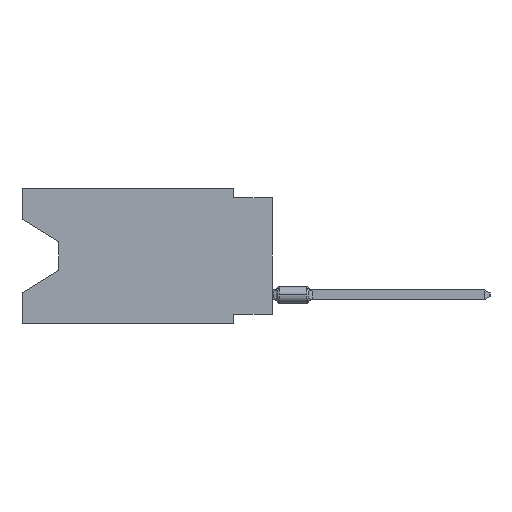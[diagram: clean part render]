
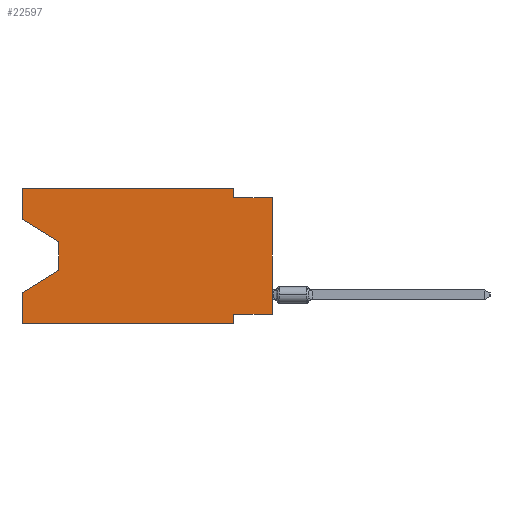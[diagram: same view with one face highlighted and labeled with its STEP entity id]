
A CAD part, left-side view. The second image highlights one B-rep face of the part: STEP entity #22597.
In plain terms, the highlighted planar face has unit normal (-1, 0, 0).
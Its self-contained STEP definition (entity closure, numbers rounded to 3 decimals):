
#125 = LINE ( 'NONE', #42280, #20988 ) ;
#1030 = CARTESIAN_POINT ( 'NONE',  ( 0., 16.383, 0. ) ) ;
#1709 = CARTESIAN_POINT ( 'NONE',  ( 0., 16.383, -6.852 ) ) ;
#2101 = VECTOR ( 'NONE', #2525, 1000. ) ;
#2525 = DIRECTION ( 'NONE',  ( 0., 0., -1. ) ) ;
#2673 = EDGE_CURVE ( 'NONE', #9171, #7910, #20983, .T. ) ;
#4550 = ORIENTED_EDGE ( 'NONE', *, *, #25358, .F. ) ;
#4587 = FACE_OUTER_BOUND ( 'NONE', #7508, .T. ) ;
#4764 = DIRECTION ( 'NONE',  ( 0., -1., 0. ) ) ;
#5312 = DIRECTION ( 'NONE',  ( 1., 0., 0. ) ) ;
#5369 = DIRECTION ( 'NONE',  ( 0., 0., 1. ) ) ;
#5583 = PLANE ( 'NONE',  #48303 ) ;
#7508 = EDGE_LOOP ( 'NONE', ( #25650, #39785, #11944, #15104, #45285, #4550, #37566, #23120, #10534, #44654, #16416, #20712 ) ) ;
#7767 = DIRECTION ( 'NONE',  ( 0., 1., 0. ) ) ;
#7910 = VERTEX_POINT ( 'NONE', #42493 ) ;
#8679 = VERTEX_POINT ( 'NONE', #38587 ) ;
#8861 = CARTESIAN_POINT ( 'NONE',  ( 0., 0., 0. ) ) ;
#9171 = VERTEX_POINT ( 'NONE', #26239 ) ;
#10534 = ORIENTED_EDGE ( 'NONE', *, *, #39303, .F. ) ;
#10620 = CARTESIAN_POINT ( 'NONE',  ( 0., 16.383, 0. ) ) ;
#11050 = LINE ( 'NONE', #33154, #34018 ) ;
#11670 = EDGE_CURVE ( 'NONE', #19676, #36220, #31302, .T. ) ;
#11944 = ORIENTED_EDGE ( 'NONE', *, *, #39816, .T. ) ;
#13729 = LINE ( 'NONE', #37039, #48976 ) ;
#15104 = ORIENTED_EDGE ( 'NONE', *, *, #20242, .F. ) ;
#15174 = LINE ( 'NONE', #29355, #26684 ) ;
#15813 = VERTEX_POINT ( 'NONE', #27186 ) ;
#16086 = EDGE_CURVE ( 'NONE', #9171, #15813, #18686, .T. ) ;
#16416 = ORIENTED_EDGE ( 'NONE', *, *, #11670, .F. ) ;
#16751 = CARTESIAN_POINT ( 'NONE',  ( 0., 16.383, 0. ) ) ;
#17127 = LINE ( 'NONE', #32290, #26049 ) ;
#18174 = CARTESIAN_POINT ( 'NONE',  ( 0., 2.54, -8.89 ) ) ;
#18247 = VECTOR ( 'NONE', #5369, 1000. ) ;
#18375 = VERTEX_POINT ( 'NONE', #1709 ) ;
#18514 = VERTEX_POINT ( 'NONE', #45082 ) ;
#18686 = LINE ( 'NONE', #48951, #18769 ) ;
#18723 = DIRECTION ( 'NONE',  ( 0., 0., -1. ) ) ;
#18769 = VECTOR ( 'NONE', #7767, 1000. ) ;
#19634 = CARTESIAN_POINT ( 'NONE',  ( 0., 2.54, 0. ) ) ;
#19676 = VERTEX_POINT ( 'NONE', #10620 ) ;
#20133 = EDGE_CURVE ( 'NONE', #21701, #8679, #11050, .T. ) ;
#20242 = EDGE_CURVE ( 'NONE', #22040, #18375, #33876, .T. ) ;
#20712 = ORIENTED_EDGE ( 'NONE', *, *, #47160, .F. ) ;
#20983 = LINE ( 'NONE', #8861, #18247 ) ;
#20988 = VECTOR ( 'NONE', #18723, 1000. ) ;
#21050 = CARTESIAN_POINT ( 'NONE',  ( 0., 16.383, -2.038 ) ) ;
#21197 = EDGE_CURVE ( 'NONE', #22040, #33678, #45760, .T. ) ;
#21492 = DIRECTION ( 'NONE',  ( 0., -0.855, -0.519 ) ) ;
#21701 = VERTEX_POINT ( 'NONE', #21050 ) ;
#22040 = VERTEX_POINT ( 'NONE', #41881 ) ;
#22113 = VECTOR ( 'NONE', #4764, 1000. ) ;
#22597 = ADVANCED_FACE ( 'NONE', ( #4587 ), #5583, .F. ) ;
#22702 = CARTESIAN_POINT ( 'NONE',  ( 0., 16.383, -8.89 ) ) ;
#23120 = ORIENTED_EDGE ( 'NONE', *, *, #2673, .T. ) ;
#23589 = VERTEX_POINT ( 'NONE', #28799 ) ;
#25090 = CARTESIAN_POINT ( 'NONE',  ( 0., 2.54, -8.89 ) ) ;
#25358 = EDGE_CURVE ( 'NONE', #15813, #33678, #37262, .T. ) ;
#25650 = ORIENTED_EDGE ( 'NONE', *, *, #20133, .T. ) ;
#26049 = VECTOR ( 'NONE', #29055, 1000. ) ;
#26239 = CARTESIAN_POINT ( 'NONE',  ( 0., 0., -8.255 ) ) ;
#26436 = CARTESIAN_POINT ( 'NONE',  ( 0., 16.383, 0. ) ) ;
#26684 = VECTOR ( 'NONE', #44461, 1000. ) ;
#27186 = CARTESIAN_POINT ( 'NONE',  ( 0., 2.54, -8.255 ) ) ;
#27517 = VECTOR ( 'NONE', #36828, 1000. ) ;
#28799 = CARTESIAN_POINT ( 'NONE',  ( 0., 2.54, -0.635 ) ) ;
#29055 = DIRECTION ( 'NONE',  ( 0., 0.855, -0.519 ) ) ;
#29355 = CARTESIAN_POINT ( 'NONE',  ( 0., 16.383, 0. ) ) ;
#31302 = LINE ( 'NONE', #1030, #22113 ) ;
#31675 = VECTOR ( 'NONE', #34152, 1000. ) ;
#32290 = CARTESIAN_POINT ( 'NONE',  ( 0., 13.97, -5.385 ) ) ;
#32419 = VECTOR ( 'NONE', #41330, 1000. ) ;
#33154 = CARTESIAN_POINT ( 'NONE',  ( 0., 16.383, -2.038 ) ) ;
#33678 = VERTEX_POINT ( 'NONE', #18174 ) ;
#33876 = LINE ( 'NONE', #26436, #32419 ) ;
#34018 = VECTOR ( 'NONE', #21492, 1000. ) ;
#34152 = DIRECTION ( 'NONE',  ( 0., -1., 0. ) ) ;
#34293 = EDGE_CURVE ( 'NONE', #8679, #18514, #47979, .T. ) ;
#36101 = CARTESIAN_POINT ( 'NONE',  ( 0., 13.97, -3.505 ) ) ;
#36220 = VERTEX_POINT ( 'NONE', #19634 ) ;
#36828 = DIRECTION ( 'NONE',  ( 0., 0., -1. ) ) ;
#37039 = CARTESIAN_POINT ( 'NONE',  ( 0., 0., -0.635 ) ) ;
#37262 = LINE ( 'NONE', #25090, #2101 ) ;
#37566 = ORIENTED_EDGE ( 'NONE', *, *, #16086, .F. ) ;
#38587 = CARTESIAN_POINT ( 'NONE',  ( 0., 13.97, -3.505 ) ) ;
#38997 = EDGE_CURVE ( 'NONE', #36220, #23589, #125, .T. ) ;
#39083 = DIRECTION ( 'NONE',  ( 0., 0., -1. ) ) ;
#39303 = EDGE_CURVE ( 'NONE', #23589, #7910, #13729, .T. ) ;
#39785 = ORIENTED_EDGE ( 'NONE', *, *, #34293, .T. ) ;
#39816 = EDGE_CURVE ( 'NONE', #18514, #18375, #17127, .T. ) ;
#41330 = DIRECTION ( 'NONE',  ( 0., 0., 1. ) ) ;
#41881 = CARTESIAN_POINT ( 'NONE',  ( 0., 16.383, -8.89 ) ) ;
#42280 = CARTESIAN_POINT ( 'NONE',  ( 0., 2.54, 0. ) ) ;
#42493 = CARTESIAN_POINT ( 'NONE',  ( 0., 0., -0.635 ) ) ;
#44461 = DIRECTION ( 'NONE',  ( 0., 0., 1. ) ) ;
#44654 = ORIENTED_EDGE ( 'NONE', *, *, #38997, .F. ) ;
#45082 = CARTESIAN_POINT ( 'NONE',  ( 0., 13.97, -5.385 ) ) ;
#45285 = ORIENTED_EDGE ( 'NONE', *, *, #21197, .T. ) ;
#45760 = LINE ( 'NONE', #22702, #31675 ) ;
#47160 = EDGE_CURVE ( 'NONE', #21701, #19676, #15174, .T. ) ;
#47944 = DIRECTION ( 'NONE',  ( 0., -1., 0. ) ) ;
#47979 = LINE ( 'NONE', #36101, #27517 ) ;
#48303 = AXIS2_PLACEMENT_3D ( 'NONE', #16751, #5312, #39083 ) ;
#48951 = CARTESIAN_POINT ( 'NONE',  ( 0., 0., -8.255 ) ) ;
#48976 = VECTOR ( 'NONE', #47944, 1000. ) ;
